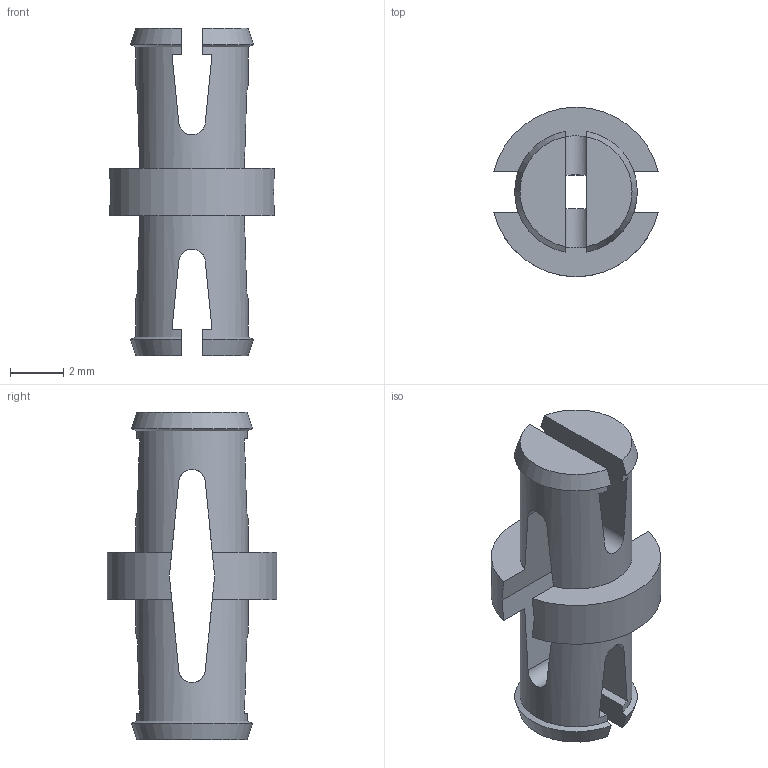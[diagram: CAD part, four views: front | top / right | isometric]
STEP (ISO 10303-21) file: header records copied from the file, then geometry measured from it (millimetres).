
FILE_DESCRIPTION((''),'2;1');
FILE_NAME('228-2500-060 Rev5.stp','2014-01-15T17:14:29',('jessica_knerr'),(''),'Autodesk Inventor 2013','Autodesk Inventor 2013','');
FILE_SCHEMA(('AUTOMOTIVE_DESIGN { 1 0 10303 214 1 1 1 1 }'));
Length unit declared in the file: millimetre
Products named in the file (1): 228-2500-060 Rev5
Bounding box: 6.17 x 6.35 x 12.28 mm (x, y, z)
Volume: 123.1 mm3; surface area: 325.1 mm2
Topology: 1 solids, 1 shells, 44 faces, 144 edges, 96 vertices
Faces by surface type: plane 24, cylinder 12, cone 8
Full cylindrical faces by diameter (mm): 4.2 x2
Entity records: 1762 total; most frequent: CARTESIAN_POINT 443, ORIENTED_EDGE 276, DIRECTION 264, EDGE_CURVE 138, AXIS2_PLACEMENT_3D 105, VERTEX_POINT 92, VECTOR 54, LINE 54
